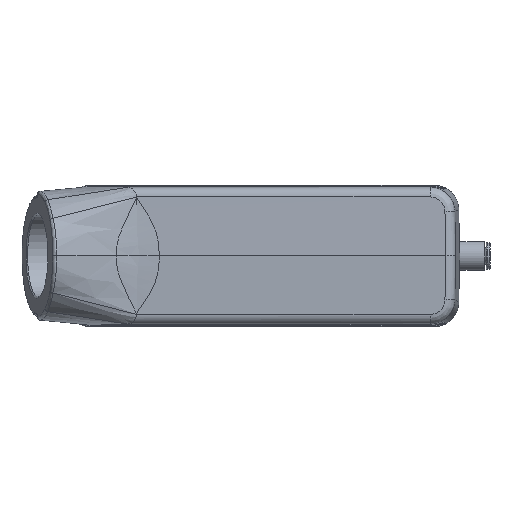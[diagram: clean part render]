
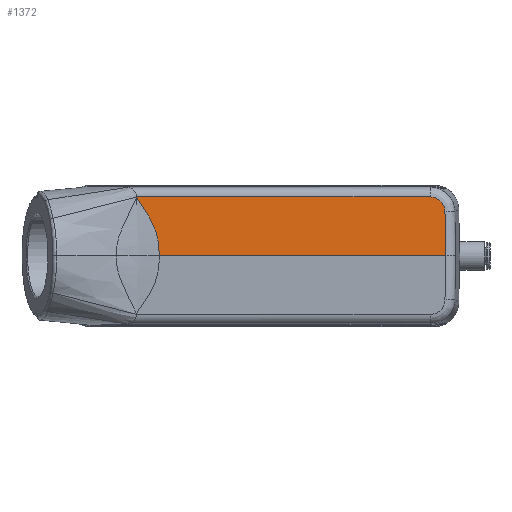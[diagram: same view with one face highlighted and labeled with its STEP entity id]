
A CAD part, top view. The second image highlights one B-rep face of the part: STEP entity #1372.
In plain terms, the highlighted planar face has unit normal (0, 0.018, 1).
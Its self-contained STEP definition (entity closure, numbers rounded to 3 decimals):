
#1041=FACE_OUTER_BOUND('',#2157,.T.);
#1372=ADVANCED_FACE('',(#1041),#1742,.F.);
#1742=PLANE('',#9923);
#2157=EDGE_LOOP('',(#2841,#2842,#2843,#2844,#2845));
#2570=ELLIPSE('',#9922,4.504,4.5);
#2841=ORIENTED_EDGE('',*,*,#5093,.T.);
#2842=ORIENTED_EDGE('',*,*,#5094,.T.);
#2843=ORIENTED_EDGE('',*,*,#5095,.F.);
#2844=ORIENTED_EDGE('',*,*,#5096,.T.);
#2845=ORIENTED_EDGE('',*,*,#5097,.T.);
#4549=VERTEX_POINT('',#14260);
#4550=VERTEX_POINT('',#14261);
#4551=VERTEX_POINT('',#14348);
#4552=VERTEX_POINT('',#14350);
#4553=VERTEX_POINT('',#14352);
#5093=EDGE_CURVE('',#4549,#4550,#7815,.T.);
#5094=EDGE_CURVE('',#4550,#4551,#6148,.T.);
#5095=EDGE_CURVE('',#4552,#4551,#7816,.T.);
#5096=EDGE_CURVE('',#4552,#4553,#7817,.T.);
#5097=EDGE_CURVE('',#4553,#4549,#2570,.T.);
#6148=B_SPLINE_CURVE_WITH_KNOTS('',3,(#14262,#14263,#14264,#14265,#14266,
#14267,#14268,#14269,#14270,#14271,#14272,#14273,#14274,#14275,#14276,#14277,
#14278,#14279,#14280,#14281,#14282,#14283,#14284,#14285,#14286,#14287,#14288,
#14289,#14290,#14291,#14292,#14293,#14294,#14295,#14296,#14297,#14298,#14299,
#14300,#14301,#14302,#14303,#14304,#14305,#14306,#14307,#14308,#14309,#14310,
#14311,#14312,#14313,#14314,#14315,#14316,#14317,#14318,#14319,#14320,#14321,
#14322,#14323,#14324,#14325,#14326,#14327,#14328,#14329,#14330,#14331,#14332,
#14333,#14334,#14335,#14336,#14337,#14338,#14339,#14340,#14341,#14342,#14343,
#14344,#14345,#14346,#14347),.UNSPECIFIED.,.F.,.F.,(4,2,2,2,2,1,1,1,1,2,
2,1,1,2,2,2,2,1,1,2,2,1,1,2,2,2,1,1,2,2,1,1,2,2,2,2,2,1,1,1,2,2,2,2,1,1,
2,2,1,1,1,2,2,4),(0.,0.031,0.047,0.063,
0.078,0.094,0.109,0.117,
0.121,0.123,0.125,0.141,
0.148,0.152,0.156,0.172,
0.188,0.203,0.211,0.215,
0.219,0.234,0.242,0.246,0.25,
0.313,0.344,0.359,0.367,
0.375,0.391,0.398,0.402,
0.406,0.422,0.438,0.5,
0.531,0.547,0.555,0.559,
0.563,0.594,0.625,0.688,
0.719,0.734,0.75,0.813,
0.844,0.859,0.867,0.875,
1.),.UNSPECIFIED.);
#7815=LINE('',#14259,#8398);
#7816=LINE('',#14349,#8399);
#7817=LINE('',#14351,#8400);
#8398=VECTOR('',#10764,1.);
#8399=VECTOR('',#10765,1.);
#8400=VECTOR('',#10766,1.);
#9922=AXIS2_PLACEMENT_3D('',#14353,#10767,#10768);
#9923=AXIS2_PLACEMENT_3D('',#14354,#10769,#10770);
#10764=DIRECTION('',(-1.,0.,0.));
#10765=DIRECTION('',(-1.,0.,0.));
#10766=DIRECTION('',(-0.017,1.,-0.017));
#10767=DIRECTION('',(0.,0.017,1.));
#10768=DIRECTION('',(0.622,0.783,-0.014));
#10769=DIRECTION('',(0.,-0.017,-1.));
#10770=DIRECTION('',(0.,-1.,0.017));
#14259=CARTESIAN_POINT('',(0.,17.852,53.038));
#14260=CARTESIAN_POINT('',(51.056,17.852,53.038));
#14261=CARTESIAN_POINT('',(-38.231,17.847,53.041));
#14262=CARTESIAN_POINT('',(-38.162,17.852,53.038));
#14263=CARTESIAN_POINT('',(-38.156,17.676,53.041));
#14264=CARTESIAN_POINT('',(-38.106,17.49,53.045));
#14265=CARTESIAN_POINT('',(-37.969,17.2,53.05));
#14266=CARTESIAN_POINT('',(-37.933,17.139,53.051));
#14267=CARTESIAN_POINT('',(-37.832,16.974,53.054));
#14268=CARTESIAN_POINT('',(-37.77,16.88,53.055));
#14269=CARTESIAN_POINT('',(-37.622,16.667,53.059));
#14270=CARTESIAN_POINT('',(-37.539,16.553,53.061));
#14271=CARTESIAN_POINT('',(-37.409,16.37,53.064));
#14272=CARTESIAN_POINT('',(-37.28,16.187,53.067));
#14273=CARTESIAN_POINT('',(-37.123,15.955,53.072));
#14274=CARTESIAN_POINT('',(-37.014,15.791,53.074));
#14275=CARTESIAN_POINT('',(-36.96,15.709,53.076));
#14276=CARTESIAN_POINT('',(-36.937,15.674,53.076));
#14277=CARTESIAN_POINT('',(-36.922,15.651,53.077));
#14278=CARTESIAN_POINT('',(-36.907,15.627,53.077));
#14279=CARTESIAN_POINT('',(-36.905,15.625,53.077));
#14280=CARTESIAN_POINT('',(-36.853,15.555,53.078));
#14281=CARTESIAN_POINT('',(-36.702,15.353,53.082));
#14282=CARTESIAN_POINT('',(-36.619,15.241,53.084));
#14283=CARTESIAN_POINT('',(-36.559,15.161,53.085));
#14284=CARTESIAN_POINT('',(-36.513,15.101,53.086));
#14285=CARTESIAN_POINT('',(-36.409,14.961,53.089));
#14286=CARTESIAN_POINT('',(-36.335,14.859,53.091));
#14287=CARTESIAN_POINT('',(-36.205,14.674,53.094));
#14288=CARTESIAN_POINT('',(-36.16,14.608,53.095));
#14289=CARTESIAN_POINT('',(-36.046,14.427,53.098));
#14290=CARTESIAN_POINT('',(-35.962,14.289,53.101));
#14291=CARTESIAN_POINT('',(-35.869,14.126,53.103));
#14292=CARTESIAN_POINT('',(-35.83,14.056,53.105));
#14293=CARTESIAN_POINT('',(-35.805,14.009,53.105));
#14294=CARTESIAN_POINT('',(-35.785,13.971,53.106));
#14295=CARTESIAN_POINT('',(-35.758,13.922,53.107));
#14296=CARTESIAN_POINT('',(-35.699,13.823,53.109));
#14297=CARTESIAN_POINT('',(-35.582,13.638,53.112));
#14298=CARTESIAN_POINT('',(-35.522,13.543,53.114));
#14299=CARTESIAN_POINT('',(-35.479,13.477,53.115));
#14300=CARTESIAN_POINT('',(-35.448,13.429,53.116));
#14301=CARTESIAN_POINT('',(-35.192,13.033,53.123));
#14302=CARTESIAN_POINT('',(-34.948,12.664,53.129));
#14303=CARTESIAN_POINT('',(-34.572,12.11,53.139));
#14304=CARTESIAN_POINT('',(-34.394,11.833,53.143));
#14305=CARTESIAN_POINT('',(-34.204,11.508,53.149));
#14306=CARTESIAN_POINT('',(-34.127,11.369,53.152));
#14307=CARTESIAN_POINT('',(-34.076,11.276,53.153));
#14308=CARTESIAN_POINT('',(-34.043,11.214,53.154));
#14309=CARTESIAN_POINT('',(-33.994,11.121,53.156));
#14310=CARTESIAN_POINT('',(-33.936,11.005,53.158));
#14311=CARTESIAN_POINT('',(-33.853,10.829,53.161));
#14312=CARTESIAN_POINT('',(-33.814,10.745,53.162));
#14313=CARTESIAN_POINT('',(-33.787,10.687,53.163));
#14314=CARTESIAN_POINT('',(-33.769,10.646,53.164));
#14315=CARTESIAN_POINT('',(-33.724,10.547,53.166));
#14316=CARTESIAN_POINT('',(-33.684,10.461,53.167));
#14317=CARTESIAN_POINT('',(-33.597,10.276,53.171));
#14318=CARTESIAN_POINT('',(-33.543,10.162,53.173));
#14319=CARTESIAN_POINT('',(-33.319,9.698,53.181));
#14320=CARTESIAN_POINT('',(-33.142,9.329,53.187));
#14321=CARTESIAN_POINT('',(-32.871,8.768,53.197));
#14322=CARTESIAN_POINT('',(-32.745,8.489,53.202));
#14323=CARTESIAN_POINT('',(-32.613,8.164,53.207));
#14324=CARTESIAN_POINT('',(-32.55,8.002,53.21));
#14325=CARTESIAN_POINT('',(-32.524,7.932,53.212));
#14326=CARTESIAN_POINT('',(-32.507,7.886,53.212));
#14327=CARTESIAN_POINT('',(-32.495,7.852,53.213));
#14328=CARTESIAN_POINT('',(-32.457,7.746,53.215));
#14329=CARTESIAN_POINT('',(-32.412,7.607,53.217));
#14330=CARTESIAN_POINT('',(-32.301,7.234,53.224));
#14331=CARTESIAN_POINT('',(-32.232,6.988,53.228));
#14332=CARTESIAN_POINT('',(-32.012,6.191,53.242));
#14333=CARTESIAN_POINT('',(-31.833,5.513,53.254));
#14334=CARTESIAN_POINT('',(-31.693,4.93,53.264));
#14335=CARTESIAN_POINT('',(-31.648,4.725,53.268));
#14336=CARTESIAN_POINT('',(-31.621,4.598,53.27));
#14337=CARTESIAN_POINT('',(-31.612,4.553,53.271));
#14338=CARTESIAN_POINT('',(-31.55,4.221,53.276));
#14339=CARTESIAN_POINT('',(-31.483,3.742,53.285));
#14340=CARTESIAN_POINT('',(-31.42,3.04,53.297));
#14341=CARTESIAN_POINT('',(-31.392,2.655,53.304));
#14342=CARTESIAN_POINT('',(-31.381,2.481,53.307));
#14343=CARTESIAN_POINT('',(-31.374,2.364,53.309));
#14344=CARTESIAN_POINT('',(-31.369,2.293,53.31));
#14345=CARTESIAN_POINT('',(-31.322,1.476,53.324));
#14346=CARTESIAN_POINT('',(-31.314,0.728,53.337));
#14347=CARTESIAN_POINT('',(-31.343,0.,53.35));
#14348=CARTESIAN_POINT('',(-31.343,0.,53.35));
#14349=CARTESIAN_POINT('',(0.,0.,53.35));
#14350=CARTESIAN_POINT('',(55.782,0.,53.35));
#14351=CARTESIAN_POINT('',(55.555,13.337,53.117));
#14352=CARTESIAN_POINT('',(55.554,13.431,53.116));
#14353=CARTESIAN_POINT('',(51.053,13.35,53.117));
#14354=CARTESIAN_POINT('',(0.,0.,53.35));
